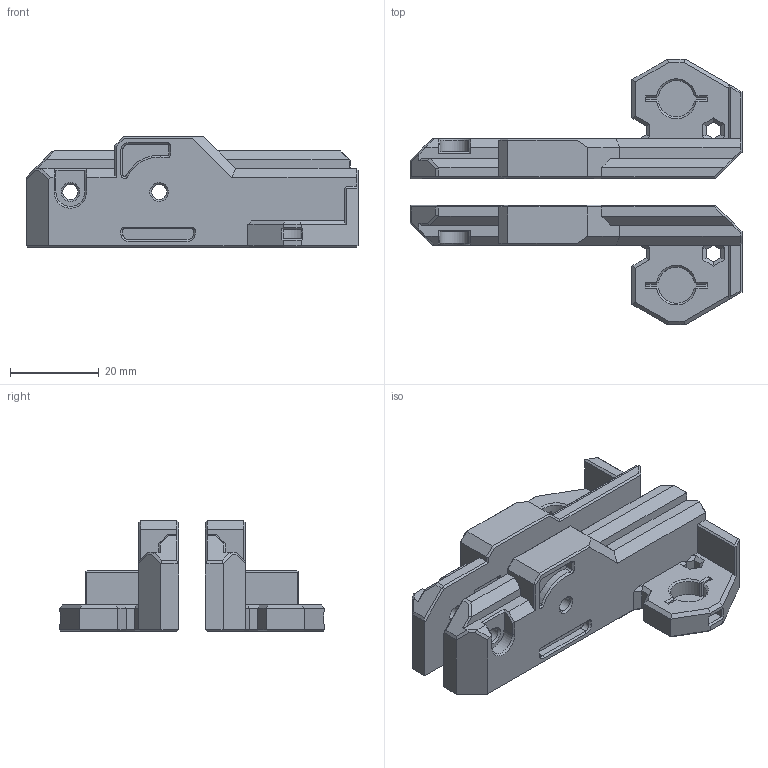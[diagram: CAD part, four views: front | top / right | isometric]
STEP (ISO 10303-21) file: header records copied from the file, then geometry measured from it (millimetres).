
FILE_DESCRIPTION(/* description */ (''),/* implementation_level */ '2;1');
FILE_NAME(/* name */ '[a]_idler_block_a_8mm.step',/* time_stamp */ '2025-07-30T19:58:24+02:00',/* author */ (''),/* organization */ (''),/* preprocessor_version */ 'ST-DEVELOPER v20.1',/* originating_system */ 'Autodesk Translation Framework v14.10.0.0',/* authorisation */ '');
FILE_SCHEMA (('AUTOMOTIVE_DESIGN { 1 0 10303 214 3 1 1 }'));
Length unit declared in the file: millimetre
Products named in the file (1): [a]_idler_block_a_8mm
Bounding box: 74.8 x 59.85 x 25 mm (x, y, z)
Volume: 30081 mm3; surface area: 12773.1 mm2
Topology: 2 solids, 2 shells, 414 faces, 1015 edges, 609 vertices
Faces by surface type: plane 350, cone 34, cylinder 30
Full cylindrical faces by diameter (mm): 3.4 x4, 4.6 x2
Entity records: 11816 total; most frequent: CARTESIAN_POINT 2055, ORIENTED_EDGE 2030, DIRECTION 1935, EDGE_CURVE 1015, LINE 909, VECTOR 909, VERTEX_POINT 609, AXIS2_PLACEMENT_3D 513
